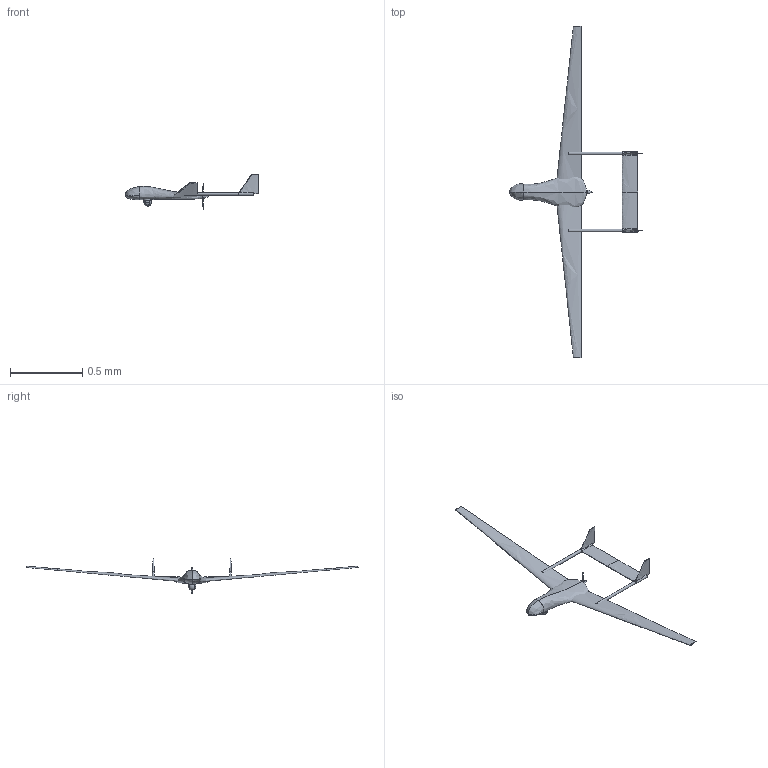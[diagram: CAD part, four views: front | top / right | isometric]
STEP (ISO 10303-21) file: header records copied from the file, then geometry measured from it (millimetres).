
FILE_DESCRIPTION(('Open CASCADE Model'),'2;1');
FILE_NAME('Open CASCADE Shape Model','2018-06-16T12:04:38',('Author'),( 'Open CASCADE'),'ParaPy 1.2.6 - Open CASCADE STEP processor 7.1', 'ParaPy 1.2.6 - Open CASCADE 7.1','Unknown');
FILE_SCHEMA(('AUTOMOTIVE_DESIGN { 1 0 10303 214 1 1 1 1 }'));
Length unit declared in the file: metre
Products named in the file (14): Tail_Booms; SOLID; Fuselage; SHELL; SPI_M2D; external_shape; 7x6SF; Propeller_Hub; Left_Wing; Right_Wing
Assembly tree (6 placements, depth 2):
  Tail_Booms
    SOLID
    SOLID
  Fuselage
    SHELL
    SHELL
  SPI_M2D
    SOLID
  external_shape
    SOLID
  7x6SF
Bounding box: 0.92 x 2.3 x 0.24 mm (x, y, z)
Volume: 0 mm3; surface area: 1 mm2
Topology: 7 solids, 10 shells, 57 faces, 116 edges, 69 vertices
Faces by surface type: plane 29, bspline 14, cylinder 10, sphere 3, revolution 1
Full cylindrical faces by diameter (mm): 0.019 x2, 0.025 x2, 0.053 x1
Entity records: 9260 total; most frequent: CARTESIAN_POINT 7022, DIRECTION 329, ORIENTED_EDGE 206, PCURVE 206, DEFINITIONAL_REPRESENTATION 206, LINE 147, VECTOR 147, EDGE_CURVE 108
